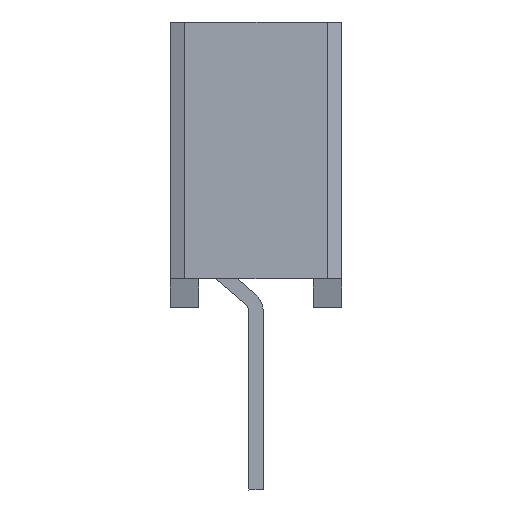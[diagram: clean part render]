
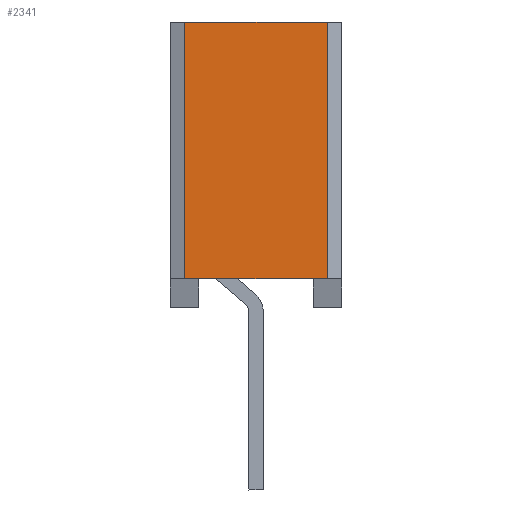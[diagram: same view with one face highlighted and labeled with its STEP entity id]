
A CAD part, left-side view. The second image highlights one B-rep face of the part: STEP entity #2341.
In plain terms, the highlighted planar face has unit normal (-1, 0, 0).
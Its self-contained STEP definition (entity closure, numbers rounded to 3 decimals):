
#124=FACE_OUTER_BOUND('',#244,.T.);
#244=EDGE_LOOP('',(#1799,#1800,#1801,#1802));
#358=LINE('',#3253,#658);
#421=LINE('',#3374,#721);
#466=LINE('',#3460,#766);
#469=LINE('',#3467,#769);
#658=VECTOR('',#2642,39.37);
#721=VECTOR('',#2721,39.37);
#766=VECTOR('',#2822,39.37);
#769=VECTOR('',#2833,39.37);
#952=VERTEX_POINT('',#3250);
#953=VERTEX_POINT('',#3252);
#1003=VERTEX_POINT('',#3372);
#1016=VERTEX_POINT('',#3458);
#1166=EDGE_CURVE('',#952,#953,#358,.T.);
#1229=EDGE_CURVE('',#952,#1003,#421,.T.);
#1274=EDGE_CURVE('',#1003,#1016,#466,.T.);
#1277=EDGE_CURVE('',#1016,#953,#469,.T.);
#1799=ORIENTED_EDGE('',*,*,#1229,.T.);
#1800=ORIENTED_EDGE('',*,*,#1274,.T.);
#1801=ORIENTED_EDGE('',*,*,#1277,.T.);
#1802=ORIENTED_EDGE('',*,*,#1166,.F.);
#2111=PLANE('',#2486);
#2341=ADVANCED_FACE('',(#124),#2111,.F.);
#2486=AXIS2_PLACEMENT_3D('',#3514,#2885,#2886);
#2642=DIRECTION('',(0.,0.,1.));
#2721=DIRECTION('',(0.,-1.,0.));
#2822=DIRECTION('',(0.,0.,1.));
#2833=DIRECTION('',(0.,1.,0.));
#2885=DIRECTION('center_axis',(1.,0.,0.));
#2886=DIRECTION('ref_axis',(0.,0.,-1.));
#3250=CARTESIAN_POINT('',(-3.81,5.08,-1.27));
#3252=CARTESIAN_POINT('',(-3.81,5.08,1.27));
#3253=CARTESIAN_POINT('',(-3.81,5.08,-1.524));
#3372=CARTESIAN_POINT('',(-3.81,0.508,-1.27));
#3374=CARTESIAN_POINT('',(-3.81,5.08,-1.27));
#3458=CARTESIAN_POINT('',(-3.81,0.508,1.27));
#3460=CARTESIAN_POINT('',(-3.81,0.508,-1.016));
#3467=CARTESIAN_POINT('',(-3.81,5.08,1.27));
#3514=CARTESIAN_POINT('Origin',(-3.81,5.08,-1.524));
